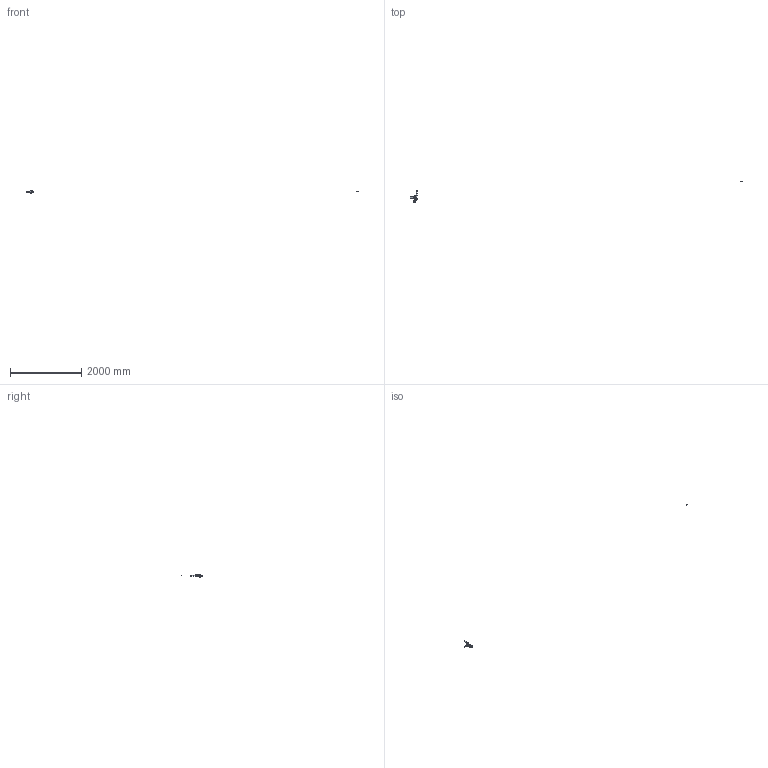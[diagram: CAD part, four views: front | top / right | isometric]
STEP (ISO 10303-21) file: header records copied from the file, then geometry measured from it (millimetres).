
FILE_DESCRIPTION (( 'STEP AP203' ), '1' );
FILE_NAME ('CH-72430A.STEP', '2017-12-10T01:58:35', ( 'Windows' ), ( 'Microsoft' ), 'SwSTEP 2.0', 'SolidWorks 2015', '' );
FILE_SCHEMA (( 'CONFIG_CONTROL_DESIGN' ));
Length unit declared in the file: millimetre
Products named in the file (11): CH-72430A-01; 72425-08; CH-72430A-02; 72425-07; 88; 72425-06; CH-72430A; M12; 72425-09; 72425-10; 72425-03
Assembly tree (19 placements, depth 2):
  CH-72430A
    72425-07
    72425-06  x8
    M12
    72425-09
    72425-10
    72425-03  x2
    CH-72430A-01
    72425-08  x2
    CH-72430A-02
    88
Bounding box: 9302.8 x 607.8 x 68.5 mm (x, y, z)
Volume: 466645.4 mm3; surface area: 158577.4 mm2
Topology: 43 solids, 43 shells, 5223 faces, 14729 edges, 9784 vertices
Faces by surface type: plane 3048, cylinder 1886, bspline 180, cone 109
Entity records: 88444 total; most frequent: CARTESIAN_POINT 28680, ORIENTED_EDGE 12564, DIRECTION 11722, EDGE_CURVE 6282, VERTEX_POINT 4168, VECTOR 4136, LINE 4136, AXIS2_PLACEMENT_3D 3793
